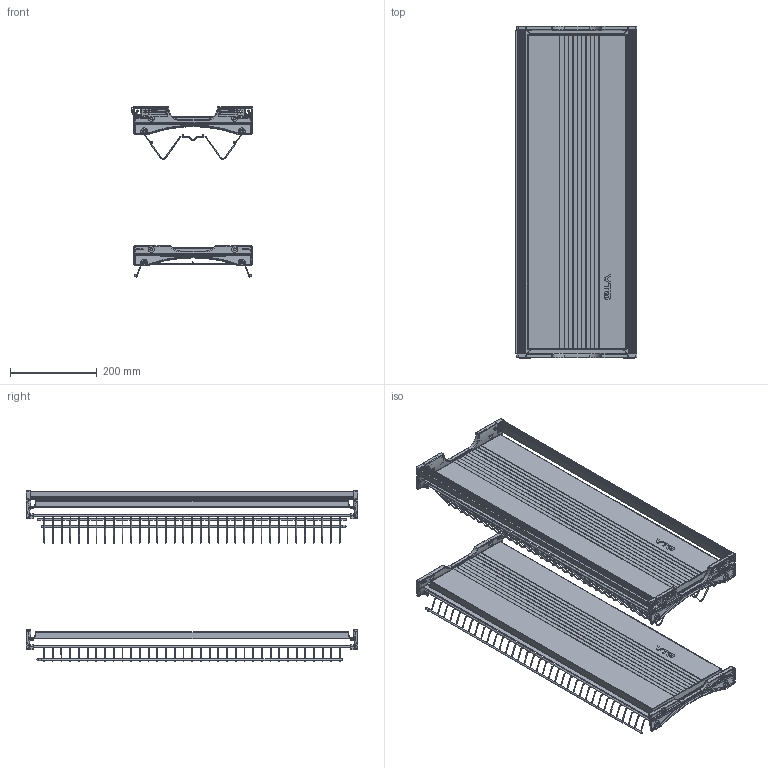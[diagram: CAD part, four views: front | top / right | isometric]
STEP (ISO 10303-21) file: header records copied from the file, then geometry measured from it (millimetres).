
FILE_DESCRIPTION(/* description */ (''),/* implementation_level */ '2;1');
FILE_NAME(/* name */ 'OC-B3800.stp',/* time_stamp */ '2024-09-09T15:51:08+02:00',/* author */ ('tomaszw'),/* organization */ (''),/* preprocessor_version */ 'ST-DEVELOPER v19.2',/* originating_system */ 'Autodesk Inventor 2023',/* authorisation */ '');
FILE_SCHEMA (('AUTOMOTIVE_DESIGN { 1 0 10303 214 3 1 1 }'));
Products named in the file (10): v2; propozycja mocowania; propozycja mocowania_1; bvxbcv; bvxbcv_1; GTV-273; GTV-274 - Dish drainer profile under the rear wall; żebro dolne_new; tacka  new; żebro new
Assembly tree (14 placements, depth 2):
  v2
    propozycja mocowania_1  x2
    bvxbcv  x2
    bvxbcv_1  x2
    propozycja mocowania  x2
    GTV-273
    GTV-274 - Dish drainer profile under the rear wall
    żebro dolne_new
    tacka  new  x2
    żebro new
Bounding box: 280.95 x 764 x 392.24 mm (x, y, z)
Volume: 795894.5 mm3; surface area: 1581022.1 mm2
Topology: 93 solids, 93 shells, 3309 faces, 8916 edges, 5829 vertices
Faces by surface type: plane 1450, cylinder 1159, torus 384, bspline 252, sphere 60, cone 4
Full cylindrical faces by diameter (mm): 2 x380, 3.4 x4, 4 x15, 4.5 x4, 6 x4, 6.3 x4, 6.5 x8, 8.5 x4, 10 x8
Entity records: 82919 total; most frequent: CARTESIAN_POINT 21149, DIRECTION 13178, ORIENTED_EDGE 12384, EDGE_CURVE 6192, AXIS2_PLACEMENT_3D 5177, VERTEX_POINT 4105, LINE 2824, VECTOR 2824
